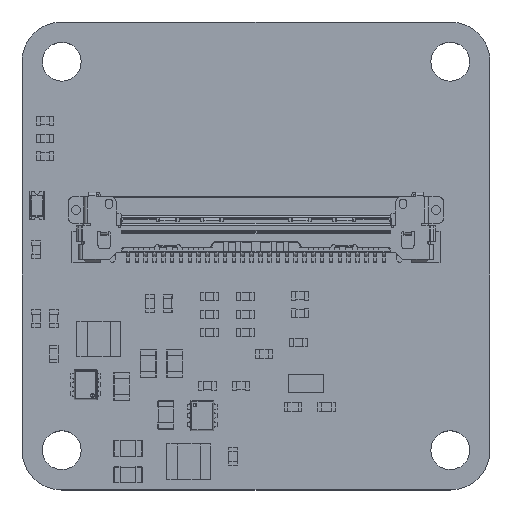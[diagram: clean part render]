
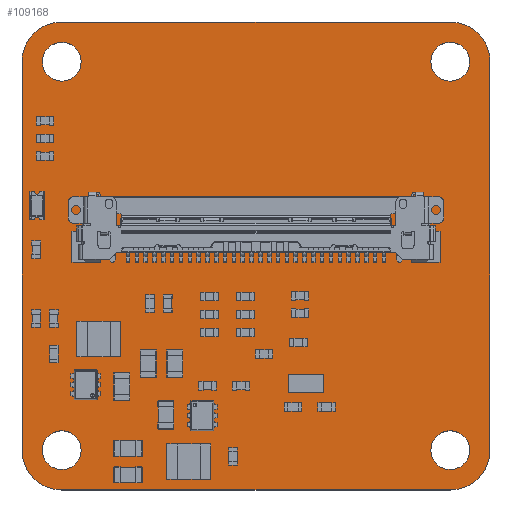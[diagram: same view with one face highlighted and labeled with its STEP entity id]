
A CAD part, top view. The second image highlights one B-rep face of the part: STEP entity #109168.
In plain terms, the highlighted planar face has unit normal (0, 0, 1).
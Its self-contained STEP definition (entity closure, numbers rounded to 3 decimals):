
#108975 = VERTEX_POINT('',#108976);
#108976 = CARTESIAN_POINT('',(124.25,-100.,1.51));
#108982 = EDGE_CURVE('',#108975,#108983,#108985,.T.);
#108983 = VERTEX_POINT('',#108984);
#108984 = CARTESIAN_POINT('',(126.5,-102.25,1.51));
#108985 = CIRCLE('',#108986,2.25);
#108986 = AXIS2_PLACEMENT_3D('',#108987,#108988,#108989);
#108987 = CARTESIAN_POINT('',(124.25,-102.25,1.51));
#108988 = DIRECTION('',(0.,0.,-1.));
#108989 = DIRECTION('',(0.,1.,0.));
#109017 = VERTEX_POINT('',#109018);
#109018 = CARTESIAN_POINT('',(102.25,-100.,1.51));
#109024 = EDGE_CURVE('',#109017,#108975,#109025,.T.);
#109025 = LINE('',#109026,#109027);
#109026 = CARTESIAN_POINT('',(102.25,-100.,1.51));
#109027 = VECTOR('',#109028,1.);
#109028 = DIRECTION('',(1.,0.,0.));
#109046 = EDGE_CURVE('',#108983,#109047,#109049,.T.);
#109047 = VERTEX_POINT('',#109048);
#109048 = CARTESIAN_POINT('',(126.5,-124.25,1.51));
#109049 = LINE('',#109050,#109051);
#109050 = CARTESIAN_POINT('',(126.5,-102.25,1.51));
#109051 = VECTOR('',#109052,1.);
#109052 = DIRECTION('',(0.,-1.,0.));
#109168 = ADVANCED_FACE('',(#109169,#109215,#109226,#109237,#109248),
  #109259,.T.);
#109169 = FACE_BOUND('',#109170,.T.);
#109170 = EDGE_LOOP('',(#109171,#109172,#109173,#109182,#109190,#109199,
    #109207,#109214));
#109171 = ORIENTED_EDGE('',*,*,#108982,.F.);
#109172 = ORIENTED_EDGE('',*,*,#109024,.F.);
#109173 = ORIENTED_EDGE('',*,*,#109174,.F.);
#109174 = EDGE_CURVE('',#109175,#109017,#109177,.T.);
#109175 = VERTEX_POINT('',#109176);
#109176 = CARTESIAN_POINT('',(100.,-102.25,1.51));
#109177 = CIRCLE('',#109178,2.25);
#109178 = AXIS2_PLACEMENT_3D('',#109179,#109180,#109181);
#109179 = CARTESIAN_POINT('',(102.25,-102.25,1.51));
#109180 = DIRECTION('',(0.,0.,-1.));
#109181 = DIRECTION('',(-1.,0.,0.));
#109182 = ORIENTED_EDGE('',*,*,#109183,.F.);
#109183 = EDGE_CURVE('',#109184,#109175,#109186,.T.);
#109184 = VERTEX_POINT('',#109185);
#109185 = CARTESIAN_POINT('',(100.,-124.25,1.51));
#109186 = LINE('',#109187,#109188);
#109187 = CARTESIAN_POINT('',(100.,-124.25,1.51));
#109188 = VECTOR('',#109189,1.);
#109189 = DIRECTION('',(0.,1.,0.));
#109190 = ORIENTED_EDGE('',*,*,#109191,.F.);
#109191 = EDGE_CURVE('',#109192,#109184,#109194,.T.);
#109192 = VERTEX_POINT('',#109193);
#109193 = CARTESIAN_POINT('',(102.25,-126.5,1.51));
#109194 = CIRCLE('',#109195,2.25);
#109195 = AXIS2_PLACEMENT_3D('',#109196,#109197,#109198);
#109196 = CARTESIAN_POINT('',(102.25,-124.25,1.51));
#109197 = DIRECTION('',(0.,0.,-1.));
#109198 = DIRECTION('',(0.,-1.,-0.));
#109199 = ORIENTED_EDGE('',*,*,#109200,.F.);
#109200 = EDGE_CURVE('',#109201,#109192,#109203,.T.);
#109201 = VERTEX_POINT('',#109202);
#109202 = CARTESIAN_POINT('',(124.25,-126.5,1.51));
#109203 = LINE('',#109204,#109205);
#109204 = CARTESIAN_POINT('',(124.25,-126.5,1.51));
#109205 = VECTOR('',#109206,1.);
#109206 = DIRECTION('',(-1.,0.,0.));
#109207 = ORIENTED_EDGE('',*,*,#109208,.F.);
#109208 = EDGE_CURVE('',#109047,#109201,#109209,.T.);
#109209 = CIRCLE('',#109210,2.25);
#109210 = AXIS2_PLACEMENT_3D('',#109211,#109212,#109213);
#109211 = CARTESIAN_POINT('',(124.25,-124.25,1.51));
#109212 = DIRECTION('',(0.,0.,-1.));
#109213 = DIRECTION('',(1.,0.,0.));
#109214 = ORIENTED_EDGE('',*,*,#109046,.F.);
#109215 = FACE_BOUND('',#109216,.T.);
#109216 = EDGE_LOOP('',(#109217));
#109217 = ORIENTED_EDGE('',*,*,#109218,.T.);
#109218 = EDGE_CURVE('',#109219,#109219,#109221,.T.);
#109219 = VERTEX_POINT('',#109220);
#109220 = CARTESIAN_POINT('',(102.25,-125.35,1.51));
#109221 = CIRCLE('',#109222,1.1);
#109222 = AXIS2_PLACEMENT_3D('',#109223,#109224,#109225);
#109223 = CARTESIAN_POINT('',(102.25,-124.25,1.51));
#109224 = DIRECTION('',(-0.,0.,-1.));
#109225 = DIRECTION('',(-0.,-1.,0.));
#109226 = FACE_BOUND('',#109227,.T.);
#109227 = EDGE_LOOP('',(#109228));
#109228 = ORIENTED_EDGE('',*,*,#109229,.T.);
#109229 = EDGE_CURVE('',#109230,#109230,#109232,.T.);
#109230 = VERTEX_POINT('',#109231);
#109231 = CARTESIAN_POINT('',(124.25,-125.35,1.51));
#109232 = CIRCLE('',#109233,1.1);
#109233 = AXIS2_PLACEMENT_3D('',#109234,#109235,#109236);
#109234 = CARTESIAN_POINT('',(124.25,-124.25,1.51));
#109235 = DIRECTION('',(-0.,0.,-1.));
#109236 = DIRECTION('',(-0.,-1.,0.));
#109237 = FACE_BOUND('',#109238,.T.);
#109238 = EDGE_LOOP('',(#109239));
#109239 = ORIENTED_EDGE('',*,*,#109240,.T.);
#109240 = EDGE_CURVE('',#109241,#109241,#109243,.T.);
#109241 = VERTEX_POINT('',#109242);
#109242 = CARTESIAN_POINT('',(102.25,-103.35,1.51));
#109243 = CIRCLE('',#109244,1.1);
#109244 = AXIS2_PLACEMENT_3D('',#109245,#109246,#109247);
#109245 = CARTESIAN_POINT('',(102.25,-102.25,1.51));
#109246 = DIRECTION('',(-0.,0.,-1.));
#109247 = DIRECTION('',(-0.,-1.,0.));
#109248 = FACE_BOUND('',#109249,.T.);
#109249 = EDGE_LOOP('',(#109250));
#109250 = ORIENTED_EDGE('',*,*,#109251,.T.);
#109251 = EDGE_CURVE('',#109252,#109252,#109254,.T.);
#109252 = VERTEX_POINT('',#109253);
#109253 = CARTESIAN_POINT('',(124.25,-103.35,1.51));
#109254 = CIRCLE('',#109255,1.1);
#109255 = AXIS2_PLACEMENT_3D('',#109256,#109257,#109258);
#109256 = CARTESIAN_POINT('',(124.25,-102.25,1.51));
#109257 = DIRECTION('',(-0.,0.,-1.));
#109258 = DIRECTION('',(-0.,-1.,0.));
#109259 = PLANE('',#109260);
#109260 = AXIS2_PLACEMENT_3D('',#109261,#109262,#109263);
#109261 = CARTESIAN_POINT('',(0.,0.,1.51));
#109262 = DIRECTION('',(0.,0.,1.));
#109263 = DIRECTION('',(1.,0.,-0.));
